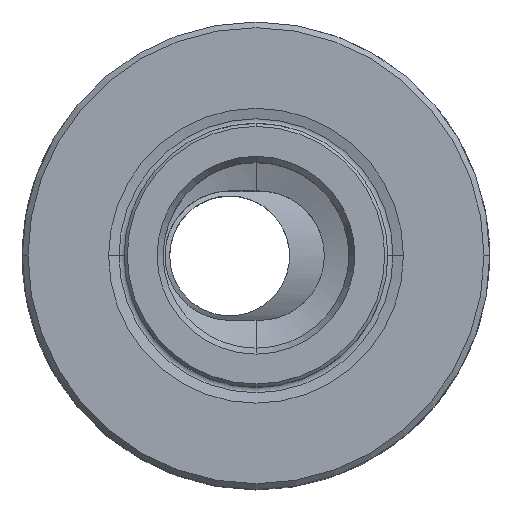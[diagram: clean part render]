
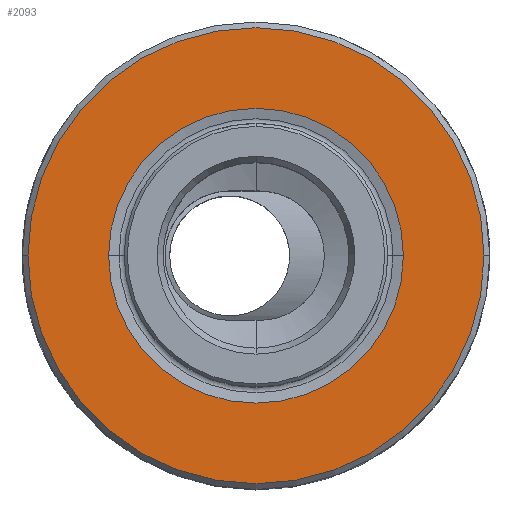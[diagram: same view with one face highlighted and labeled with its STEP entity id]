
A CAD part, top view. The second image highlights one B-rep face of the part: STEP entity #2093.
In plain terms, the highlighted planar face has unit normal (0, 0, 1).
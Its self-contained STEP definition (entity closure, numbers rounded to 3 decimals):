
#1039=VERTEX_POINT('NONE',#2683);
#1261=EDGE_CURVE('NONE',#1731,#1771,#2924,.T.);
#1731=VERTEX_POINT('NONE',#3452);
#1771=VERTEX_POINT('NONE',#3496);
#2011=EDGE_CURVE('NONE',#2023,#1039,#3763,.T.);
#2023=VERTEX_POINT('NONE',#3775);
#2093=ADVANCED_FACE('NONE',(#3858,#3859),#3860,.T.);
#2211=EDGE_CURVE('NONE',#1771,#1731,#3990,.T.);
#2259=EDGE_CURVE('NONE',#1039,#2023,#4044,.T.);
#2683=CARTESIAN_POINT('',(-19.025,0.,0.0));
#2924=CIRCLE('',#5682,12.299);
#3452=CARTESIAN_POINT('',(-12.299,0.,0.0));
#3496=CARTESIAN_POINT('',(12.299,0.,0.0));
#3763=CIRCLE('',#10727,19.025);
#3775=CARTESIAN_POINT('',(19.025,0.,0.0));
#3858=FACE_OUTER_BOUND('',#10932,.T.);
#3859=FACE_BOUND('',#10933,.T.);
#3860=PLANE('',#10934);
#3990=CIRCLE('',#11239,12.299);
#4044=CIRCLE('',#11464,19.025);
#5682=AXIS2_PLACEMENT_3D('',#12428,#12429,#12430);
#10727=AXIS2_PLACEMENT_3D('',#13361,#13362,#13363);
#10932=EDGE_LOOP('',(#13486,#13487));
#10933=EDGE_LOOP('',(#13488,#13489));
#10934=AXIS2_PLACEMENT_3D('',#13490,#13491,#13492);
#11239=AXIS2_PLACEMENT_3D('',#13635,#13636,#13637);
#11464=AXIS2_PLACEMENT_3D('',#13701,#13702,#13703);
#12428=CARTESIAN_POINT('',(0.0,0.0,0.0));
#12429=DIRECTION('',(0.0,-0.0,1.0));
#12430=DIRECTION('',(0.0,1.0,0.0));
#13361=CARTESIAN_POINT('',(0.0,0.0,0.0));
#13362=DIRECTION('',(0.0,0.0,-1.0));
#13363=DIRECTION('',(0.0,1.0,0.0));
#13486=ORIENTED_EDGE('',*,*,#2259,.F.);
#13487=ORIENTED_EDGE('',*,*,#2011,.F.);
#13488=ORIENTED_EDGE('',*,*,#2211,.F.);
#13489=ORIENTED_EDGE('',*,*,#1261,.F.);
#13490=CARTESIAN_POINT('',(-11.0,0.0,0.0));
#13491=DIRECTION('',(-0.0,0.0,1.0));
#13492=DIRECTION('',(0.0,1.0,0.0));
#13635=CARTESIAN_POINT('',(0.0,0.0,0.0));
#13636=DIRECTION('',(0.0,-0.0,1.0));
#13637=DIRECTION('',(0.0,1.0,0.0));
#13701=CARTESIAN_POINT('',(0.0,0.0,0.0));
#13702=DIRECTION('',(0.0,0.0,-1.0));
#13703=DIRECTION('',(0.0,1.0,0.0));
